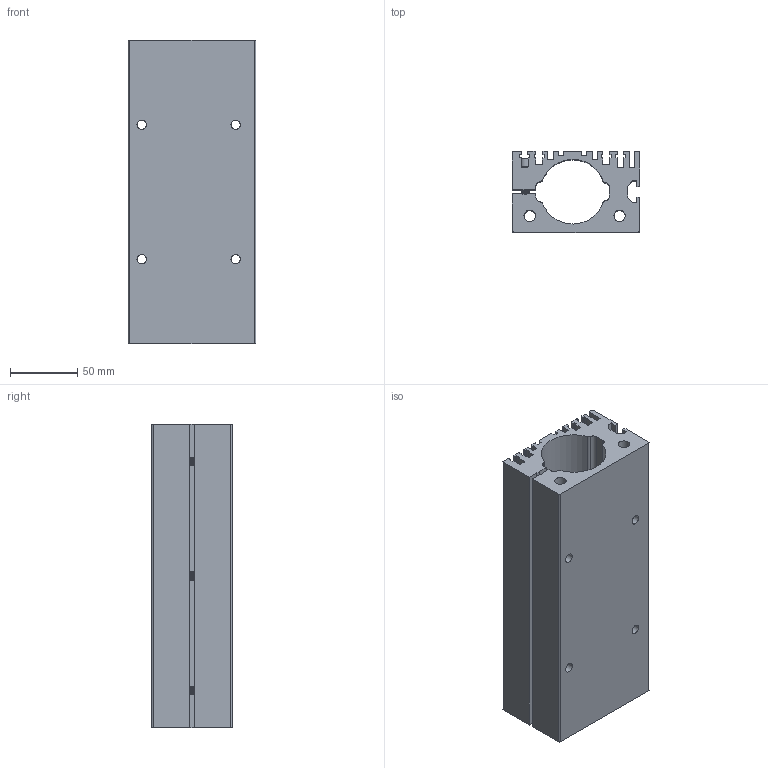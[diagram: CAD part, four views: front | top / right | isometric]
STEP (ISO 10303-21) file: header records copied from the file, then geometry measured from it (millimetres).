
FILE_DESCRIPTION (( 'STEP AP214' ), '1' );
FILE_NAME ('0186-0095_200430_PF01-48x226.STEP', '2020-04-30T13:01:44', ( '' ), ( '' ), 'SwSTEP 2.0', 'SolidWorks 2020', '' );
FILE_SCHEMA (( 'AUTOMOTIVE_DESIGN' ));
Length unit declared in the file: millimetre
Products named in the file (4): 0160-0037_Zyl.-Schr._i-6kt_M6x30_8.8_v-b; 0186-0095_200430_PF01-48x226; 0230-0656_Spann-Scheibe_ 6-4(M6); 0180-0046_PF01-48_PF01-48x226
Assembly tree (10 placements, depth 2):
  0186-0095_200430_PF01-48x226
    0180-0046_PF01-48_PF01-48x226
    0160-0037_Zyl.-Schr._i-6kt_M6x30_8.8_v-b  x3
    0230-0656_Spann-Scheibe_ 6-4(M6)  x6
Bounding box: 95 x 60 x 226 mm (x, y, z)
Volume: 695079.2 mm3; surface area: 183679.1 mm2
Topology: 10 solids, 10 shells, 688 faces, 1723 edges, 1037 vertices
Faces by surface type: plane 272, cylinder 215, cone 195, torus 6
Full cylindrical faces by diameter (mm): 5 x3, 6 x84, 7 x9, 8.5 x2, 10 x3, 11 x6
Entity records: 14427 total; most frequent: CARTESIAN_POINT 3459, DIRECTION 2252, ORIENTED_EDGE 2182, EDGE_CURVE 1091, AXIS2_PLACEMENT_3D 817, VERTEX_POINT 752, LINE 618, VECTOR 618
